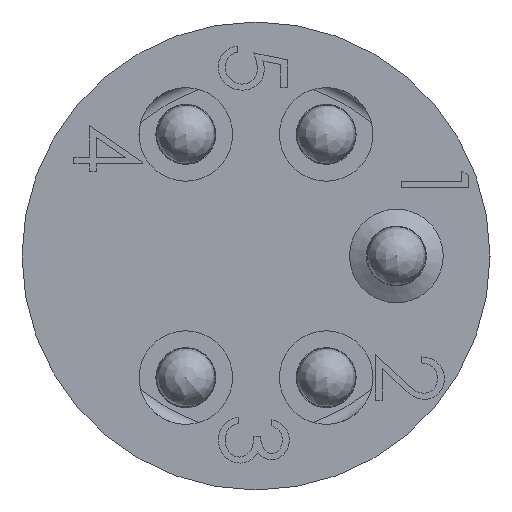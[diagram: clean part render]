
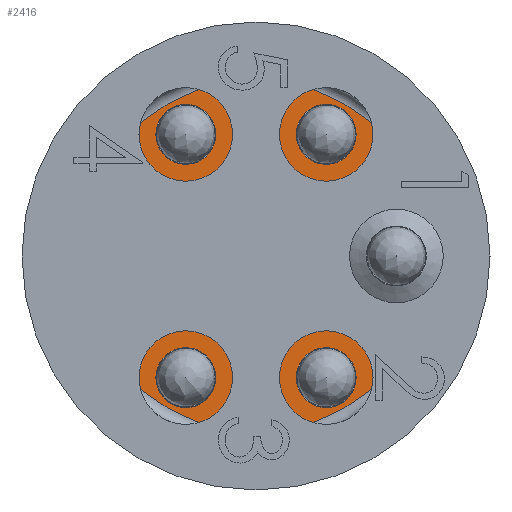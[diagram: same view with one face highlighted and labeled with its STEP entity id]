
A CAD part, left-side view. The second image highlights one B-rep face of the part: STEP entity #2416.
In plain terms, the highlighted planar face has unit normal (1, 0, 0).
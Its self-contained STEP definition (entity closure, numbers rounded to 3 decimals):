
#130=FACE_BOUND('',#744,.T.);
#131=FACE_BOUND('',#745,.T.);
#132=FACE_BOUND('',#746,.T.);
#133=FACE_BOUND('',#747,.T.);
#134=FACE_BOUND('',#748,.T.);
#597=FACE_OUTER_BOUND('',#743,.T.);
#743=EDGE_LOOP('',(#2091,#2092));
#744=EDGE_LOOP('',(#2093,#2094));
#745=EDGE_LOOP('',(#2095,#2096));
#746=EDGE_LOOP('',(#2097,#2098));
#747=EDGE_LOOP('',(#2099,#2100));
#748=EDGE_LOOP('',(#2101,#2102));
#754=CIRCLE('',#2448,0.66);
#755=CIRCLE('',#2449,0.66);
#756=CIRCLE('',#2451,0.66);
#757=CIRCLE('',#2452,0.66);
#758=CIRCLE('',#2454,0.66);
#759=CIRCLE('',#2455,0.66);
#760=CIRCLE('',#2457,0.66);
#761=CIRCLE('',#2458,0.66);
#762=CIRCLE('',#2460,0.66);
#763=CIRCLE('',#2461,0.66);
#852=CIRCLE('',#2624,5.969);
#853=CIRCLE('',#2625,5.969);
#875=VERTEX_POINT('',#3254);
#876=VERTEX_POINT('',#3256);
#877=VERTEX_POINT('',#3260);
#878=VERTEX_POINT('',#3262);
#879=VERTEX_POINT('',#3266);
#880=VERTEX_POINT('',#3268);
#881=VERTEX_POINT('',#3272);
#882=VERTEX_POINT('',#3274);
#883=VERTEX_POINT('',#3278);
#884=VERTEX_POINT('',#3280);
#1089=VERTEX_POINT('',#5499);
#1090=VERTEX_POINT('',#5500);
#1110=EDGE_CURVE('',#876,#875,#754,.T.);
#1111=EDGE_CURVE('',#875,#876,#755,.T.);
#1113=EDGE_CURVE('',#878,#877,#756,.T.);
#1114=EDGE_CURVE('',#877,#878,#757,.T.);
#1116=EDGE_CURVE('',#880,#879,#758,.T.);
#1117=EDGE_CURVE('',#879,#880,#759,.T.);
#1119=EDGE_CURVE('',#882,#881,#760,.T.);
#1120=EDGE_CURVE('',#881,#882,#761,.T.);
#1122=EDGE_CURVE('',#884,#883,#762,.T.);
#1123=EDGE_CURVE('',#883,#884,#763,.T.);
#1415=EDGE_CURVE('',#1089,#1090,#852,.T.);
#1416=EDGE_CURVE('',#1090,#1089,#853,.T.);
#2091=ORIENTED_EDGE('',*,*,#1415,.T.);
#2092=ORIENTED_EDGE('',*,*,#1416,.T.);
#2093=ORIENTED_EDGE('',*,*,#1110,.T.);
#2094=ORIENTED_EDGE('',*,*,#1111,.T.);
#2095=ORIENTED_EDGE('',*,*,#1113,.T.);
#2096=ORIENTED_EDGE('',*,*,#1114,.T.);
#2097=ORIENTED_EDGE('',*,*,#1116,.T.);
#2098=ORIENTED_EDGE('',*,*,#1117,.T.);
#2099=ORIENTED_EDGE('',*,*,#1119,.T.);
#2100=ORIENTED_EDGE('',*,*,#1120,.T.);
#2101=ORIENTED_EDGE('',*,*,#1122,.T.);
#2102=ORIENTED_EDGE('',*,*,#1123,.T.);
#2163=PLANE('',#2650);
#2416=ADVANCED_FACE('',(#597,#130,#131,#132,#133,#134),#2163,.T.);
#2448=AXIS2_PLACEMENT_3D('',#3257,#2676,#2677);
#2449=AXIS2_PLACEMENT_3D('',#3258,#2678,#2679);
#2451=AXIS2_PLACEMENT_3D('',#3263,#2683,#2684);
#2452=AXIS2_PLACEMENT_3D('',#3264,#2685,#2686);
#2454=AXIS2_PLACEMENT_3D('',#3269,#2690,#2691);
#2455=AXIS2_PLACEMENT_3D('',#3270,#2692,#2693);
#2457=AXIS2_PLACEMENT_3D('',#3275,#2697,#2698);
#2458=AXIS2_PLACEMENT_3D('',#3276,#2699,#2700);
#2460=AXIS2_PLACEMENT_3D('',#3281,#2704,#2705);
#2461=AXIS2_PLACEMENT_3D('',#3282,#2706,#2707);
#2624=AXIS2_PLACEMENT_3D('',#5501,#3179,#3180);
#2625=AXIS2_PLACEMENT_3D('',#5502,#3181,#3182);
#2650=AXIS2_PLACEMENT_3D('',#5544,#3235,#3236);
#2676=DIRECTION('center_axis',(-1.,0.,0.));
#2677=DIRECTION('ref_axis',(0.,-0.924,-0.382));
#2678=DIRECTION('center_axis',(-1.,0.,0.));
#2679=DIRECTION('ref_axis',(0.,-0.924,-0.382));
#2683=DIRECTION('center_axis',(-1.,0.,0.));
#2684=DIRECTION('ref_axis',(0.,-0.924,-0.382));
#2685=DIRECTION('center_axis',(-1.,0.,0.));
#2686=DIRECTION('ref_axis',(0.,-0.924,-0.382));
#2690=DIRECTION('center_axis',(-1.,0.,0.));
#2691=DIRECTION('ref_axis',(0.,-0.924,-0.382));
#2692=DIRECTION('center_axis',(-1.,0.,0.));
#2693=DIRECTION('ref_axis',(0.,-0.924,-0.382));
#2697=DIRECTION('center_axis',(-1.,0.,0.));
#2698=DIRECTION('ref_axis',(0.,-0.924,-0.382));
#2699=DIRECTION('center_axis',(-1.,0.,0.));
#2700=DIRECTION('ref_axis',(0.,-0.924,-0.382));
#2704=DIRECTION('center_axis',(-1.,0.,0.));
#2705=DIRECTION('ref_axis',(0.,-0.924,-0.382));
#2706=DIRECTION('center_axis',(-1.,0.,0.));
#2707=DIRECTION('ref_axis',(0.,-0.924,-0.382));
#3179=DIRECTION('center_axis',(1.,0.,0.));
#3180=DIRECTION('ref_axis',(0.,0.,-1.));
#3181=DIRECTION('center_axis',(1.,0.,0.));
#3182=DIRECTION('ref_axis',(0.,0.,-1.));
#3235=DIRECTION('center_axis',(1.,0.,0.));
#3236=DIRECTION('ref_axis',(0.,0.,-1.));
#3254=CARTESIAN_POINT('',(34.925,-0.565,0.825));
#3256=CARTESIAN_POINT('',(34.925,-1.785,0.32));
#3257=CARTESIAN_POINT('Origin',(34.925,-1.175,0.573));
#3258=CARTESIAN_POINT('Origin',(34.925,-1.175,0.573));
#3260=CARTESIAN_POINT('',(34.925,1.784,0.259));
#3262=CARTESIAN_POINT('',(34.925,0.563,-0.246));
#3263=CARTESIAN_POINT('Origin',(34.925,1.174,0.006));
#3264=CARTESIAN_POINT('Origin',(34.925,1.174,0.006));
#3266=CARTESIAN_POINT('',(34.925,1.003,-1.014));
#3268=CARTESIAN_POINT('',(34.925,-0.218,-1.518));
#3269=CARTESIAN_POINT('Origin',(34.925,0.392,-1.266));
#3270=CARTESIAN_POINT('Origin',(34.925,0.392,-1.266));
#3272=CARTESIAN_POINT('',(34.925,0.815,1.395));
#3274=CARTESIAN_POINT('',(34.925,-0.405,0.89));
#3275=CARTESIAN_POINT('Origin',(34.925,0.205,1.143));
#3276=CARTESIAN_POINT('Origin',(34.925,0.205,1.143));
#3278=CARTESIAN_POINT('',(34.925,-0.449,-0.664));
#3280=CARTESIAN_POINT('',(34.925,-1.669,-1.168));
#3281=CARTESIAN_POINT('Origin',(34.925,-1.059,-0.916));
#3282=CARTESIAN_POINT('Origin',(34.925,-1.059,-0.916));
#5499=CARTESIAN_POINT('',(34.925,0.,-5.969));
#5500=CARTESIAN_POINT('',(34.925,0.,5.969));
#5501=CARTESIAN_POINT('Origin',(34.925,0.,0.));
#5502=CARTESIAN_POINT('Origin',(34.925,0.,0.));
#5544=CARTESIAN_POINT('Origin',(34.925,0.,0.));
